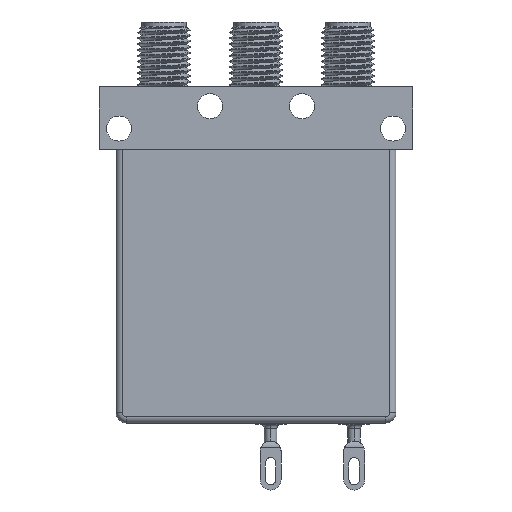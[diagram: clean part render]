
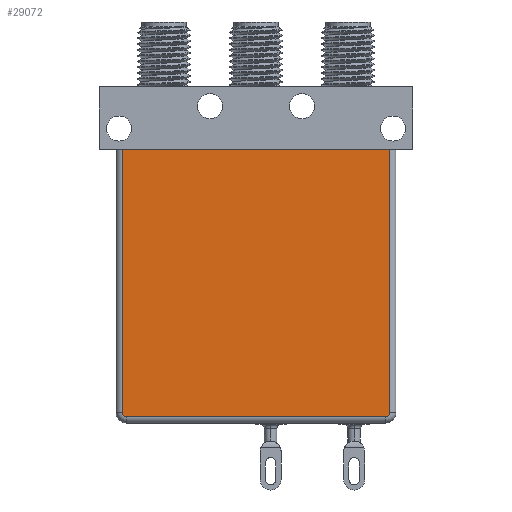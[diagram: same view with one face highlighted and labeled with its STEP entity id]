
A CAD part, front view. The second image highlights one B-rep face of the part: STEP entity #29072.
In plain terms, the highlighted planar face has unit normal (0, -1, 0).
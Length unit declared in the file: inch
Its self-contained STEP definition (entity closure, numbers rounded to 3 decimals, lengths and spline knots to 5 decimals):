
#774 = EDGE_LOOP ( 'NONE', ( #11575, #13529, #5102, #31486, #33124, #43761 ) ) ;
#2232 = DIRECTION ( 'NONE',  ( 0., -1., 0. ) ) ;
#3619 = DIRECTION ( 'NONE',  ( 0., 0., -1. ) ) ;
#5102 = ORIENTED_EDGE ( 'NONE', *, *, #13556, .T. ) ;
#5273 = DIRECTION ( 'NONE',  ( -1., 0., 0. ) ) ;
#6770 = LINE ( 'NONE', #27446, #7925 ) ;
#7028 = EDGE_CURVE ( 'NONE', #22965, #10667, #32826, .T. ) ;
#7925 = VECTOR ( 'NONE', #5273, 39.37008 ) ;
#9084 = DIRECTION ( 'NONE',  ( 0., -1., 0. ) ) ;
#9801 = VERTEX_POINT ( 'NONE', #31708 ) ;
#10667 = VERTEX_POINT ( 'NONE', #13989 ) ;
#11575 = ORIENTED_EDGE ( 'NONE', *, *, #27720, .T. ) ;
#12555 = DIRECTION ( 'NONE',  ( 1., 0., 0. ) ) ;
#12589 = EDGE_CURVE ( 'NONE', #10667, #32317, #39471, .T. ) ;
#13254 = DIRECTION ( 'NONE',  ( 0., 0., -1. ) ) ;
#13529 = ORIENTED_EDGE ( 'NONE', *, *, #33989, .T. ) ;
#13556 = EDGE_CURVE ( 'NONE', #25265, #9801, #28451, .T. ) ;
#13852 = CARTESIAN_POINT ( 'NONE',  ( -0.64, -0.26, -0.755 ) ) ;
#13989 = CARTESIAN_POINT ( 'NONE',  ( 0.64, -0.26, -0.755 ) ) ;
#14783 = CARTESIAN_POINT ( 'NONE',  ( 0.62, -0.26, -0.775 ) ) ;
#19924 = PLANE ( 'NONE',  #33247 ) ;
#20154 = CARTESIAN_POINT ( 'NONE',  ( 0.64, -0.26, 0.505 ) ) ;
#21057 = VECTOR ( 'NONE', #12555, 39.37008 ) ;
#22965 = VERTEX_POINT ( 'NONE', #14783 ) ;
#24162 = CARTESIAN_POINT ( 'NONE',  ( 0., -0.26, 0. ) ) ;
#25265 = VERTEX_POINT ( 'NONE', #13852 ) ;
#25675 = DIRECTION ( 'NONE',  ( 0., -1., 0. ) ) ;
#27446 = CARTESIAN_POINT ( 'NONE',  ( 0., -0.26, 0.505 ) ) ;
#27720 = EDGE_CURVE ( 'NONE', #32317, #42372, #6770, .T. ) ;
#28451 = CIRCLE ( 'NONE', #33523, 0.02 ) ;
#28669 = VECTOR ( 'NONE', #35190, 39.37008 ) ;
#29072 = ADVANCED_FACE ( 'NONE', ( #43710 ), #19924, .T. ) ;
#31486 = ORIENTED_EDGE ( 'NONE', *, *, #35564, .T. ) ;
#31708 = CARTESIAN_POINT ( 'NONE',  ( -0.62, -0.26, -0.775 ) ) ;
#31960 = CARTESIAN_POINT ( 'NONE',  ( -0.64, -0.26, 0.505 ) ) ;
#32317 = VERTEX_POINT ( 'NONE', #37689 ) ;
#32826 = CIRCLE ( 'NONE', #36459, 0.02 ) ;
#33124 = ORIENTED_EDGE ( 'NONE', *, *, #7028, .T. ) ;
#33247 = AXIS2_PLACEMENT_3D ( 'NONE', #24162, #9084, #34945 ) ;
#33523 = AXIS2_PLACEMENT_3D ( 'NONE', #40810, #25675, #3619 ) ;
#33989 = EDGE_CURVE ( 'NONE', #42372, #25265, #39089, .T. ) ;
#34945 = DIRECTION ( 'NONE',  ( 0., 0., -1. ) ) ;
#35190 = DIRECTION ( 'NONE',  ( 0., 0., -1. ) ) ;
#35564 = EDGE_CURVE ( 'NONE', #9801, #22965, #39552, .T. ) ;
#36459 = AXIS2_PLACEMENT_3D ( 'NONE', #43299, #2232, #13254 ) ;
#37689 = CARTESIAN_POINT ( 'NONE',  ( 0.64, -0.26, 0.505 ) ) ;
#38272 = CARTESIAN_POINT ( 'NONE',  ( 0.62, -0.26, -0.775 ) ) ;
#38303 = VECTOR ( 'NONE', #46006, 39.37008 ) ;
#39089 = LINE ( 'NONE', #46014, #28669 ) ;
#39471 = LINE ( 'NONE', #20154, #38303 ) ;
#39552 = LINE ( 'NONE', #38272, #21057 ) ;
#40810 = CARTESIAN_POINT ( 'NONE',  ( -0.62, -0.26, -0.755 ) ) ;
#42372 = VERTEX_POINT ( 'NONE', #31960 ) ;
#43299 = CARTESIAN_POINT ( 'NONE',  ( 0.62, -0.26, -0.755 ) ) ;
#43710 = FACE_OUTER_BOUND ( 'NONE', #774, .T. ) ;
#43761 = ORIENTED_EDGE ( 'NONE', *, *, #12589, .T. ) ;
#46006 = DIRECTION ( 'NONE',  ( 0., 0., 1. ) ) ;
#46014 = CARTESIAN_POINT ( 'NONE',  ( -0.64, -0.26, -0.755 ) ) ;
